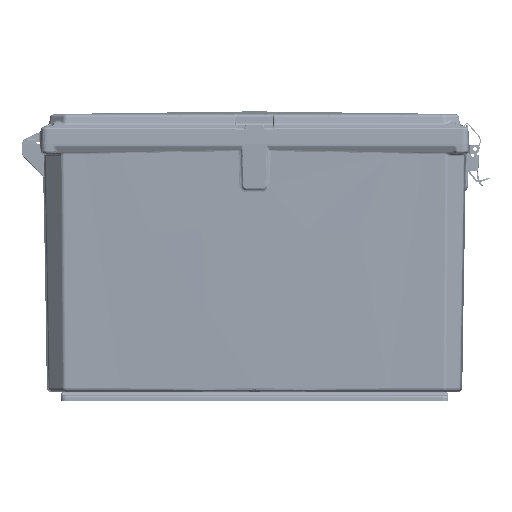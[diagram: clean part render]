
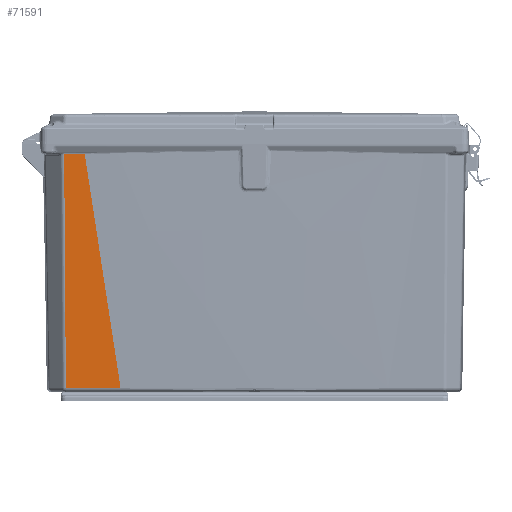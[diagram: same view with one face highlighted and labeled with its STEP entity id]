
A CAD part, front view. The second image highlights one B-rep face of the part: STEP entity #71591.
In plain terms, the highlighted face is planar.
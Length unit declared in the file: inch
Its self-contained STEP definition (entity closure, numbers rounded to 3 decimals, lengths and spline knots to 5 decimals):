
#18316 = ORIENTED_EDGE ( 'NONE', *, *, #51587, .T. ) ;
#23092 = CARTESIAN_POINT ( 'NONE',  ( -0.5738, -9.28998, 7.51403 ) ) ;
#25693 = CARTESIAN_POINT ( 'NONE',  ( -0.5738, -9.28998, 6.70255 ) ) ;
#31761 = AXIS2_PLACEMENT_3D ( 'NONE', #193005, #139674, #175824 ) ;
#32219 = CARTESIAN_POINT ( 'NONE',  ( -9.78314, -9.12923, 5.29072 ) ) ;
#44774 = EDGE_CURVE ( 'NONE', #128847, #49567, #70924, .T. ) ;
#49567 = VERTEX_POINT ( 'NONE', #25693 ) ;
#51587 = EDGE_CURVE ( 'NONE', #49567, #66043, #194670, .T. ) ;
#57556 = VECTOR ( 'NONE', #77322, 39.37008 ) ;
#60742 = CARTESIAN_POINT ( 'NONE',  ( -4.00514, -9.23009, 6.17629 ) ) ;
#61542 = CARTESIAN_POINT ( 'NONE',  ( -0.5738, -9.28998, 8.96206 ) ) ;
#66043 = VERTEX_POINT ( 'NONE', #179709 ) ;
#66478 = VERTEX_POINT ( 'NONE', #207671 ) ;
#70924 = B_SPLINE_CURVE_WITH_KNOTS ( 'NONE', 3,
 ( #148612, #112468, #60742, #96717 ),
 .UNSPECIFIED., .F., .F.,
 ( 4, 4 ),
 ( 0., 1. ),
 .UNSPECIFIED. ) ;
#71591 = ADVANCED_FACE ( 'NONE', ( #142931 ), #207264, .T. ) ;
#77322 = DIRECTION ( 'NONE',  ( 0., 0., 1. ) ) ;
#80250 = CARTESIAN_POINT ( 'NONE',  ( -9.78314, -9.12923, 7.44744 ) ) ;
#84941 = EDGE_LOOP ( 'NONE', ( #204391, #18316, #85304, #172755 ) ) ;
#85202 = EDGE_CURVE ( 'NONE', #66043, #66478, #105225, .T. ) ;
#85304 = ORIENTED_EDGE ( 'NONE', *, *, #85202, .T. ) ;
#92376 = CARTESIAN_POINT ( 'NONE',  ( -9.78314, -9.12923, -7.57457 ) ) ;
#96717 = CARTESIAN_POINT ( 'NONE',  ( -0.5738, -9.28998, 6.70255 ) ) ;
#105225 = B_SPLINE_CURVE_WITH_KNOTS ( 'NONE', 3,
 ( #23092, #126885, #163787, #80250 ),
 .UNSPECIFIED., .F., .F.,
 ( 4, 4 ),
 ( 0., 1. ),
 .UNSPECIFIED. ) ;
#112468 = CARTESIAN_POINT ( 'NONE',  ( -7.07492, -9.17651, 5.70568 ) ) ;
#126885 = CARTESIAN_POINT ( 'NONE',  ( -3.64358, -9.2364, 7.49183 ) ) ;
#128847 = VERTEX_POINT ( 'NONE', #32219 ) ;
#139674 = DIRECTION ( 'NONE',  ( -0.017, -1., 0. ) ) ;
#142931 = FACE_OUTER_BOUND ( 'NONE', #84941, .T. ) ;
#143436 = DIRECTION ( 'NONE',  ( 0., 0., 1. ) ) ;
#148612 = CARTESIAN_POINT ( 'NONE',  ( -9.78314, -9.12923, 5.29072 ) ) ;
#155847 = EDGE_CURVE ( 'NONE', #128847, #66478, #212601, .T. ) ;
#163787 = CARTESIAN_POINT ( 'NONE',  ( -6.71336, -9.18282, 7.46964 ) ) ;
#172755 = ORIENTED_EDGE ( 'NONE', *, *, #155847, .F. ) ;
#175824 = DIRECTION ( 'NONE',  ( 1., -0.017, 0. ) ) ;
#179709 = CARTESIAN_POINT ( 'NONE',  ( -0.5738, -9.28998, 7.51403 ) ) ;
#193005 = CARTESIAN_POINT ( 'NONE',  ( 0., -9.3, 8.96206 ) ) ;
#194670 = LINE ( 'NONE', #61542, #57556 ) ;
#204391 = ORIENTED_EDGE ( 'NONE', *, *, #44774, .T. ) ;
#207220 = VECTOR ( 'NONE', #143436, 39.37008 ) ;
#207264 = PLANE ( 'NONE',  #31761 ) ;
#207671 = CARTESIAN_POINT ( 'NONE',  ( -9.78314, -9.12923, 7.44744 ) ) ;
#212601 = LINE ( 'NONE', #92376, #207220 ) ;
